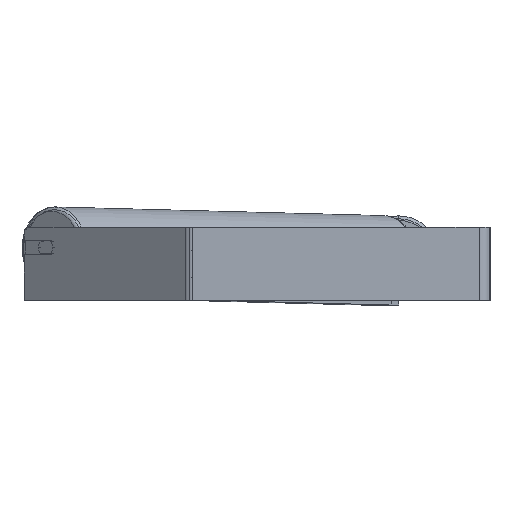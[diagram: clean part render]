
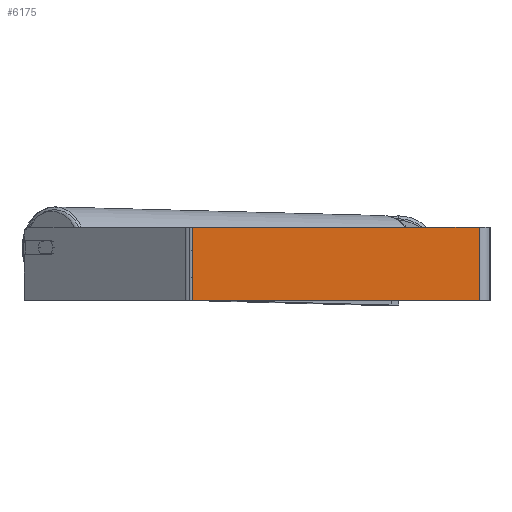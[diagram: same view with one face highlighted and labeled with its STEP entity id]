
A CAD part, left-side view. The second image highlights one B-rep face of the part: STEP entity #6175.
In plain terms, the highlighted planar face has unit normal (-1, 0, 0).
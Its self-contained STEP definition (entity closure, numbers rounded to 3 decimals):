
#614 = CARTESIAN_POINT ( 'NONE',  ( -900., 329.351, 40. ) ) ;
#671 = ORIENTED_EDGE ( 'NONE', *, *, #4353, .T. ) ;
#685 = VERTEX_POINT ( 'NONE', #2717 ) ;
#918 = VECTOR ( 'NONE', #5133, 1000. ) ;
#1565 = CARTESIAN_POINT ( 'NONE',  ( -900., 12., 40. ) ) ;
#1641 = ORIENTED_EDGE ( 'NONE', *, *, #2951, .T. ) ;
#1693 = ORIENTED_EDGE ( 'NONE', *, *, #4729, .F. ) ;
#1739 = CARTESIAN_POINT ( 'NONE',  ( -900., 12., 40. ) ) ;
#1786 = VECTOR ( 'NONE', #2350, 1000. ) ;
#1835 = EDGE_LOOP ( 'NONE', ( #671, #1693, #6790, #1641 ) ) ;
#1881 = LINE ( 'NONE', #2548, #2899 ) ;
#2350 = DIRECTION ( 'NONE',  ( 0., 0., -1. ) ) ;
#2473 = VERTEX_POINT ( 'NONE', #1739 ) ;
#2548 = CARTESIAN_POINT ( 'NONE',  ( -900., 329.351, 40. ) ) ;
#2570 = VERTEX_POINT ( 'NONE', #2976 ) ;
#2717 = CARTESIAN_POINT ( 'NONE',  ( -900., 324.983, 40. ) ) ;
#2899 = VECTOR ( 'NONE', #7529, 1000. ) ;
#2926 = CARTESIAN_POINT ( 'NONE',  ( -900., 324.983, -40. ) ) ;
#2951 = EDGE_CURVE ( 'NONE', #685, #4004, #8851, .T. ) ;
#2976 = CARTESIAN_POINT ( 'NONE',  ( -900., 12., -40. ) ) ;
#3464 = DIRECTION ( 'NONE',  ( 0., 0., -1. ) ) ;
#3685 = CARTESIAN_POINT ( 'NONE',  ( -900., 324.983, 40. ) ) ;
#4004 = VERTEX_POINT ( 'NONE', #2926 ) ;
#4098 = VECTOR ( 'NONE', #7104, 1000. ) ;
#4236 = PLANE ( 'NONE',  #5165 ) ;
#4333 = DIRECTION ( 'NONE',  ( 1., 0., 0. ) ) ;
#4353 = EDGE_CURVE ( 'NONE', #4004, #2570, #4930, .T. ) ;
#4729 = EDGE_CURVE ( 'NONE', #2473, #2570, #8868, .T. ) ;
#4930 = LINE ( 'NONE', #7822, #4098 ) ;
#4987 = FACE_OUTER_BOUND ( 'NONE', #1835, .T. ) ;
#5133 = DIRECTION ( 'NONE',  ( 0., 0., -1. ) ) ;
#5165 = AXIS2_PLACEMENT_3D ( 'NONE', #614, #4333, #3464 ) ;
#5258 = EDGE_CURVE ( 'NONE', #685, #2473, #1881, .T. ) ;
#6175 = ADVANCED_FACE ( 'NONE', ( #4987 ), #4236, .F. ) ;
#6790 = ORIENTED_EDGE ( 'NONE', *, *, #5258, .F. ) ;
#7104 = DIRECTION ( 'NONE',  ( 0., -1., 0. ) ) ;
#7529 = DIRECTION ( 'NONE',  ( 0., -1., 0. ) ) ;
#7822 = CARTESIAN_POINT ( 'NONE',  ( -900., 329.351, -40. ) ) ;
#8851 = LINE ( 'NONE', #3685, #1786 ) ;
#8868 = LINE ( 'NONE', #1565, #918 ) ;
